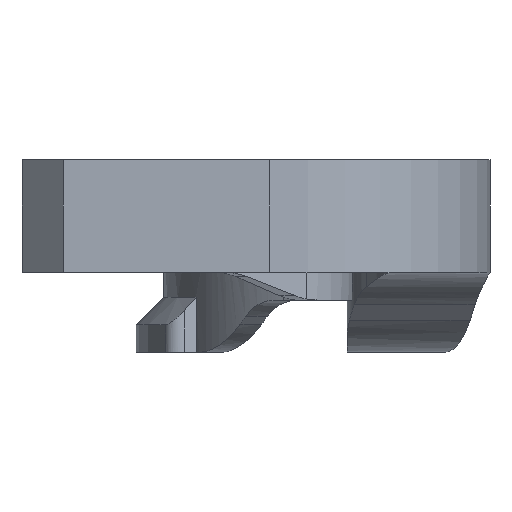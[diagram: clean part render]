
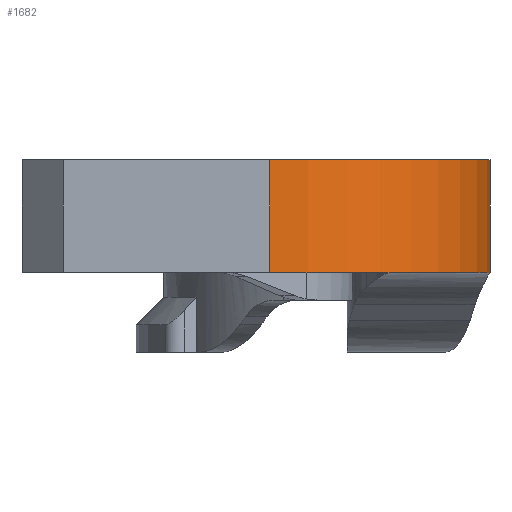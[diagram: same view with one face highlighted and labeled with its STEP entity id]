
A CAD part, front view. The second image highlights one B-rep face of the part: STEP entity #1682.
In plain terms, the highlighted cylindrical face has radius 16 mm (diameter 32 mm), a partial arc.
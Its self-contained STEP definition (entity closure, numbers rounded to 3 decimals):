
#50=CYLINDRICAL_SURFACE('',#1813,16.);
#113=FACE_OUTER_BOUND('',#208,.T.);
#208=EDGE_LOOP('',(#1180,#1181,#1182,#1183));
#318=LINE('',#2639,#458);
#330=LINE('',#2674,#470);
#458=VECTOR('',#2082,8.2);
#470=VECTOR('',#2110,8.2);
#577=CIRCLE('',#1797,16.);
#584=CIRCLE('',#1807,16.);
#692=VERTEX_POINT('',#2610);
#693=VERTEX_POINT('',#2612);
#704=VERTEX_POINT('',#2638);
#705=VERTEX_POINT('',#2642);
#867=EDGE_CURVE('',#693,#692,#577,.T.);
#880=EDGE_CURVE('',#693,#704,#318,.T.);
#882=EDGE_CURVE('',#705,#704,#584,.T.);
#898=EDGE_CURVE('',#692,#705,#330,.T.);
#1180=ORIENTED_EDGE('',*,*,#867,.T.);
#1181=ORIENTED_EDGE('',*,*,#898,.T.);
#1182=ORIENTED_EDGE('',*,*,#882,.T.);
#1183=ORIENTED_EDGE('',*,*,#880,.F.);
#1682=ADVANCED_FACE('',(#113),#50,.T.);
#1797=AXIS2_PLACEMENT_3D('',#2613,#2058,#2059);
#1807=AXIS2_PLACEMENT_3D('',#2643,#2086,#2087);
#1813=AXIS2_PLACEMENT_3D('',#2673,#2108,#2109);
#2058=DIRECTION('center_axis',(0.,0.,-1.));
#2059=DIRECTION('ref_axis',(0.,1.,0.));
#2082=DIRECTION('',(0.,0.,-1.));
#2086=DIRECTION('center_axis',(0.,0.,1.));
#2087=DIRECTION('ref_axis',(0.,1.,0.));
#2108=DIRECTION('center_axis',(0.,0.,-1.));
#2109=DIRECTION('ref_axis',(0.,1.,0.));
#2110=DIRECTION('',(0.,0.,-1.));
#2610=CARTESIAN_POINT('',(7.,-11.,0.));
#2612=CARTESIAN_POINT('',(23.,5.,0.));
#2613=CARTESIAN_POINT('Origin',(7.,5.,0.));
#2638=CARTESIAN_POINT('',(23.,5.,-8.2));
#2639=CARTESIAN_POINT('',(23.,5.,-8.2));
#2642=CARTESIAN_POINT('',(7.,-11.,-8.2));
#2643=CARTESIAN_POINT('Origin',(7.,5.,-8.2));
#2673=CARTESIAN_POINT('Origin',(7.,5.,-8.2));
#2674=CARTESIAN_POINT('',(7.,-11.,-8.2));
